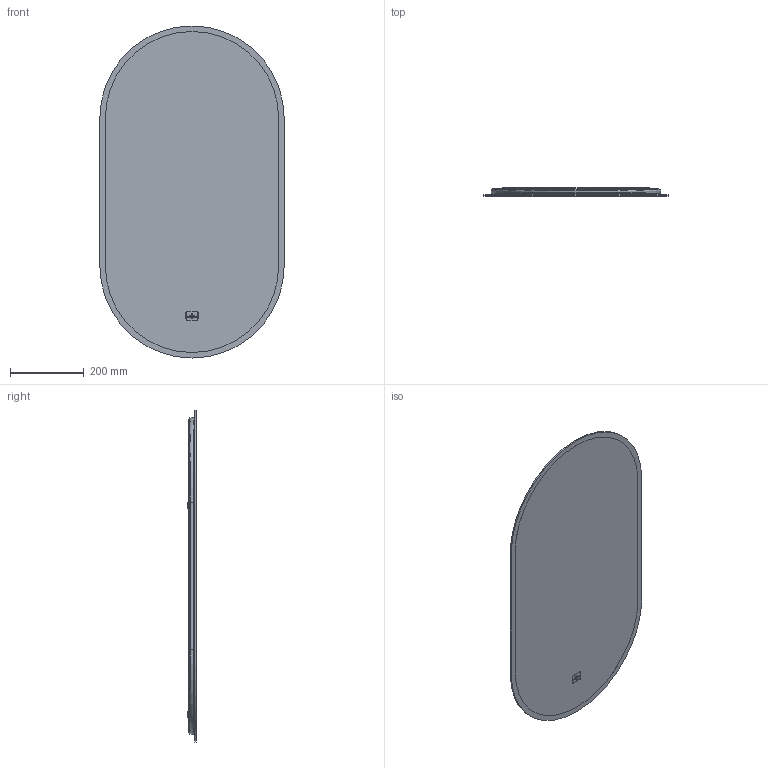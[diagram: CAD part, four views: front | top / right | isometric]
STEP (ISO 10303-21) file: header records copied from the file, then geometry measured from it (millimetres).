
FILE_DESCRIPTION(/* description */ (''),/* implementation_level */ '2;1');
FILE_NAME(/* name */ 'A4855000.stp',/* time_stamp */ '2025-01-16T13:07:03+01:00',/* author */ ('MeyerT'),/* organization */ (''),/* preprocessor_version */ 'ST-DEVELOPER v18.1',/* originating_system */ 'Autodesk Inventor 2021',/* authorisation */ '');
FILE_SCHEMA (('AUTOMOTIVE_DESIGN { 1 0 10303 214 3 1 1 }'));
Products named in the file (1): A4855000
Bounding box: 500 x 22.8 x 900 mm (x, y, z)
Volume: 2041498.8 mm3; surface area: 1578371.1 mm2
Topology: 32 solids, 34 shells, 2076 faces, 5861 edges, 3884 vertices
Faces by surface type: plane 1156, cylinder 754, torus 158, bspline 8
Full cylindrical faces by diameter (mm): 0.488 x2, 6.2 x2
Entity records: 71391 total; most frequent: CARTESIAN_POINT 16926, ORIENTED_EDGE 11722, DIRECTION 11113, EDGE_CURVE 5861, VERTEX_POINT 3884, AXIS2_PLACEMENT_3D 3735, LINE 3643, VECTOR 3643
